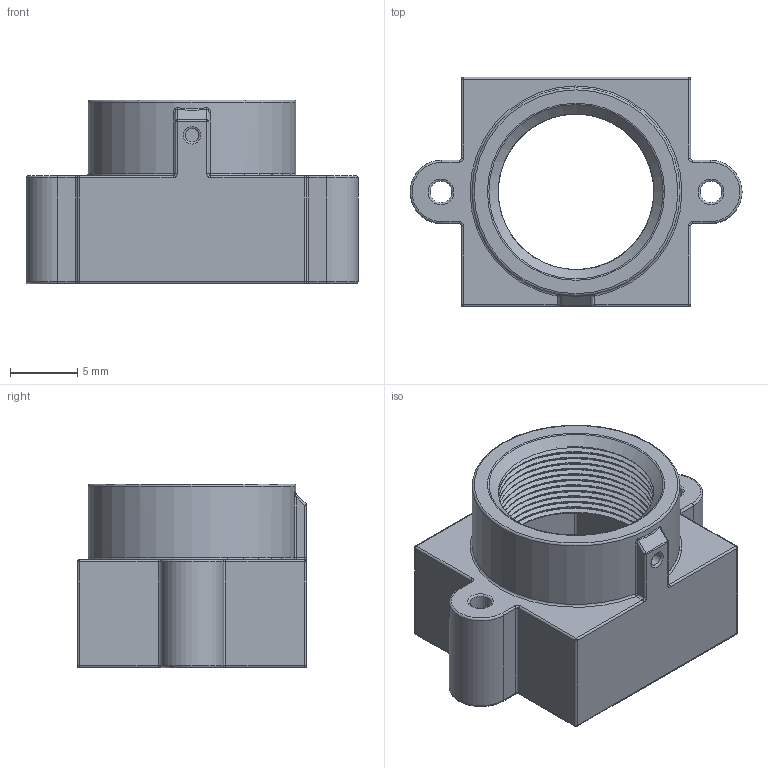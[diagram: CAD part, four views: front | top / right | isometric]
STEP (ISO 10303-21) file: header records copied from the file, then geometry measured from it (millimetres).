
FILE_DESCRIPTION(/* description */ (''),/* implementation_level */ '2;1');
FILE_NAME(/* name */ 'm12_lens_holder_20x20mm.step',/* time_stamp */ '2019-03-23T11:12:26+01:00',/* author */ (''),/* organization */ (''),/* preprocessor_version */ 'ST-DEVELOPER v17.2',/* originating_system */ 'Autodesk Translation Framework v7.6.0.251',/* authorisation */ '');
FILE_SCHEMA (('AUTOMOTIVE_DESIGN { 1 0 10303 214 3 1 1 }'));
Length unit declared in the file: millimetre
Products named in the file (1): 20x20mm lens holder
Bounding box: 24.6 x 17 x 13.6 mm (x, y, z)
Volume: 1577.9 mm3; surface area: 2154.7 mm2
Topology: 1 solids, 1 shells, 154 faces, 356 edges, 206 vertices
Faces by surface type: cylinder 83, torus 26, plane 23, sphere 16, bspline 5, cone 1
Full cylindrical faces by diameter (mm): 1 x1, 1.6 x2, 11.529 x13, 12.096 x11, 15.4 x1
Entity records: 7403 total; most frequent: CARTESIAN_POINT 3893, DIRECTION 758, ORIENTED_EDGE 712, EDGE_CURVE 356, AXIS2_PLACEMENT_3D 312, VERTEX_POINT 206, EDGE_LOOP 162, CIRCLE 160
